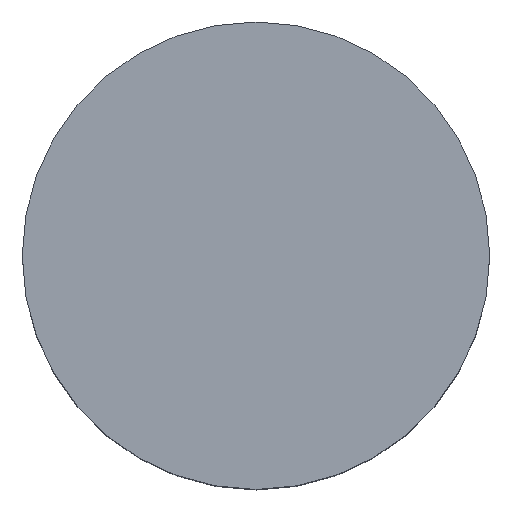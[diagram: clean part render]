
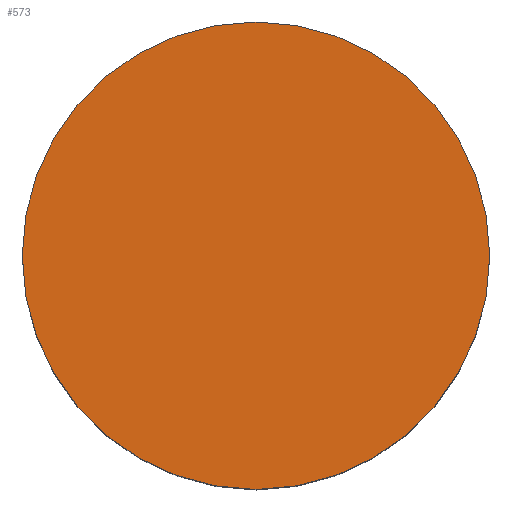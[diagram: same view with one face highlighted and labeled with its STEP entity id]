
A CAD part, top view. The second image highlights one B-rep face of the part: STEP entity #573.
In plain terms, the highlighted planar face has unit normal (0, 0, 1).
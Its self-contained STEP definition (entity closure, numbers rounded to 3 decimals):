
#216=CARTESIAN_POINT('',(0.,0.,66.));
#217=DIRECTION('',(0.,0.,1.));
#218=DIRECTION('',(0.,-1.,0.));
#219=AXIS2_PLACEMENT_3D('',#216,#217,#218);
#221=CARTESIAN_POINT('',(0.,0.,66.));
#222=DIRECTION('',(0.,0.,1.));
#223=DIRECTION('',(0.,1.,0.));
#224=AXIS2_PLACEMENT_3D('',#221,#222,#223);
#286=CARTESIAN_POINT('',(0.,-6.,66.));
#287=CARTESIAN_POINT('',(0.,6.,66.));
#288=VERTEX_POINT('',#286);
#289=VERTEX_POINT('',#287);
#562=CARTESIAN_POINT('',(0.,0.,66.));
#563=DIRECTION('',(0.,0.,1.));
#564=DIRECTION('',(0.,-1.,0.));
#565=AXIS2_PLACEMENT_3D('',#562,#563,#564);
#566=PLANE('',#565);
#568=ORIENTED_EDGE('',*,*,#567,.F.);
#570=ORIENTED_EDGE('',*,*,#569,.F.);
#571=EDGE_LOOP('',(#568,#570));
#572=FACE_OUTER_BOUND('',#571,.F.);
#573=ADVANCED_FACE('',(#572),#566,.T.);
#220=CIRCLE('',#219,6.);
#225=CIRCLE('',#224,6.);
#567=EDGE_CURVE('',#288,#289,#220,.T.);
#569=EDGE_CURVE('',#289,#288,#225,.T.);
